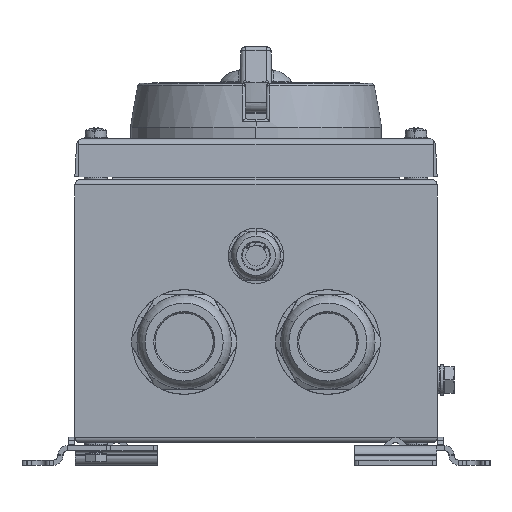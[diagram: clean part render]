
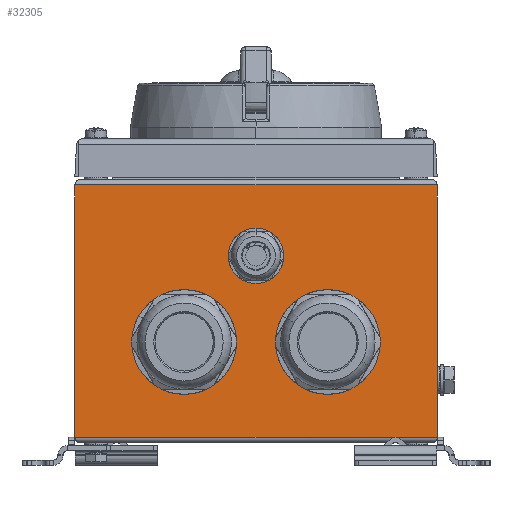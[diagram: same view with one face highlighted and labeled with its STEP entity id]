
A CAD part, front view. The second image highlights one B-rep face of the part: STEP entity #32305.
In plain terms, the highlighted planar face has unit normal (0, -1, 0).
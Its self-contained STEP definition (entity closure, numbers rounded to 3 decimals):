
#300 = VERTEX_POINT ( 'NONE', #29071 ) ;
#566 = VERTEX_POINT ( 'NONE', #26829 ) ;
#699 = ORIENTED_EDGE ( 'NONE', *, *, #12981, .F. ) ;
#943 = ORIENTED_EDGE ( 'NONE', *, *, #20942, .F. ) ;
#1202 = EDGE_CURVE ( 'NONE', #23652, #50022, #48688, .T. ) ;
#1339 = DIRECTION ( 'NONE',  ( 1., 0., 0. ) ) ;
#3534 = CARTESIAN_POINT ( 'NONE',  ( -20.382, -218.304, 52.702 ) ) ;
#6210 = FACE_BOUND ( 'NONE', #49157, .T. ) ;
#6743 = LINE ( 'NONE', #37821, #15997 ) ;
#7885 = DIRECTION ( 'NONE',  ( 0., 0., -1. ) ) ;
#8422 = CARTESIAN_POINT ( 'NONE',  ( 49.618, -218.304, 52.702 ) ) ;
#8567 = ORIENTED_EDGE ( 'NONE', *, *, #49915, .T. ) ;
#8657 = DIRECTION ( 'NONE',  ( 0., 0., -1. ) ) ;
#9838 = AXIS2_PLACEMENT_3D ( 'NONE', #45242, #24205, #8657 ) ;
#10737 = EDGE_CURVE ( 'NONE', #29932, #35485, #13186, .T. ) ;
#10833 = DIRECTION ( 'NONE',  ( 0., 0., -1. ) ) ;
#10974 = VERTEX_POINT ( 'NONE', #43344 ) ;
#11061 = DIRECTION ( 'NONE',  ( 0., 0., -1. ) ) ;
#11505 = CIRCLE ( 'NONE', #19284, 23. ) ;
#12284 = ORIENTED_EDGE ( 'NONE', *, *, #49721, .F. ) ;
#12628 = EDGE_CURVE ( 'NONE', #35485, #29932, #11505, .T. ) ;
#12981 = EDGE_CURVE ( 'NONE', #566, #44530, #39295, .T. ) ;
#13015 = DIRECTION ( 'NONE',  ( 0., 0., -1. ) ) ;
#13186 = CIRCLE ( 'NONE', #49651, 23. ) ;
#13729 = CARTESIAN_POINT ( 'NONE',  ( 69.537, -218.304, 41.202 ) ) ;
#14258 = DIRECTION ( 'NONE',  ( 0., -1., 0. ) ) ;
#15730 = VECTOR ( 'NONE', #13015, 1000. ) ;
#15997 = VECTOR ( 'NONE', #42598, 1000. ) ;
#16236 = CARTESIAN_POINT ( 'NONE',  ( 34.537, -218.304, 71.202 ) ) ;
#17532 = VECTOR ( 'NONE', #1339, 1000. ) ;
#17607 = ORIENTED_EDGE ( 'NONE', *, *, #30198, .T. ) ;
#18129 = FACE_BOUND ( 'NONE', #45900, .T. ) ;
#18130 = CARTESIAN_POINT ( 'NONE',  ( 122.787, -218.304, -5.298 ) ) ;
#18374 = CIRCLE ( 'NONE', #27604, 23. ) ;
#18727 = AXIS2_PLACEMENT_3D ( 'NONE', #36914, #40968, #24531 ) ;
#19284 = AXIS2_PLACEMENT_3D ( 'NONE', #13729, #14258, #47919 ) ;
#20325 = ORIENTED_EDGE ( 'NONE', *, *, #23247, .T. ) ;
#20838 = LINE ( 'NONE', #18130, #17532 ) ;
#20942 = EDGE_CURVE ( 'NONE', #10974, #47337, #30661, .T. ) ;
#21373 = FACE_BOUND ( 'NONE', #39408, .T. ) ;
#21890 = EDGE_LOOP ( 'NONE', ( #8567, #20325, #943, #17607 ) ) ;
#23247 = EDGE_CURVE ( 'NONE', #25716, #47337, #20838, .T. ) ;
#23652 = VERTEX_POINT ( 'NONE', #3534 ) ;
#24121 = CARTESIAN_POINT ( 'NONE',  ( 122.787, -218.304, -5.298 ) ) ;
#24205 = DIRECTION ( 'NONE',  ( 0., 1., 0. ) ) ;
#24531 = DIRECTION ( 'NONE',  ( 0., 0., -1. ) ) ;
#25038 = LINE ( 'NONE', #33690, #15730 ) ;
#25716 = VERTEX_POINT ( 'NONE', #44486 ) ;
#26727 = FACE_OUTER_BOUND ( 'NONE', #21890, .T. ) ;
#26829 = CARTESIAN_POINT ( 'NONE',  ( 34.537, -218.304, 95.202 ) ) ;
#27604 = AXIS2_PLACEMENT_3D ( 'NONE', #44445, #27979, #10833 ) ;
#27979 = DIRECTION ( 'NONE',  ( 0., -1., 0. ) ) ;
#28192 = AXIS2_PLACEMENT_3D ( 'NONE', #45398, #32465, #11061 ) ;
#28940 = CARTESIAN_POINT ( 'NONE',  ( 69.537, -218.304, 41.202 ) ) ;
#29071 = CARTESIAN_POINT ( 'NONE',  ( -53.713, -218.304, 117.702 ) ) ;
#29932 = VERTEX_POINT ( 'NONE', #8422 ) ;
#30198 = EDGE_CURVE ( 'NONE', #10974, #300, #6743, .T. ) ;
#30661 = LINE ( 'NONE', #37293, #40578 ) ;
#32305 = ADVANCED_FACE ( 'NONE', ( #18129, #21373, #26727, #6210 ), #53664, .F. ) ;
#32465 = DIRECTION ( 'NONE',  ( 0., -1., 0. ) ) ;
#32952 = DIRECTION ( 'NONE',  ( 0., 0., -1. ) ) ;
#33690 = CARTESIAN_POINT ( 'NONE',  ( -53.713, -218.304, 120.202 ) ) ;
#35485 = VERTEX_POINT ( 'NONE', #41105 ) ;
#36914 = CARTESIAN_POINT ( 'NONE',  ( -0.463, -218.304, 41.202 ) ) ;
#37293 = CARTESIAN_POINT ( 'NONE',  ( 122.787, -218.304, 120.202 ) ) ;
#37488 = DIRECTION ( 'NONE',  ( 0., 0., -1. ) ) ;
#37821 = CARTESIAN_POINT ( 'NONE',  ( -53.713, -218.304, 117.702 ) ) ;
#39295 = CIRCLE ( 'NONE', #28192, 12. ) ;
#39408 = EDGE_LOOP ( 'NONE', ( #53552, #699 ) ) ;
#40578 = VECTOR ( 'NONE', #7885, 1000. ) ;
#40968 = DIRECTION ( 'NONE',  ( 0., -1., 0. ) ) ;
#41095 = DIRECTION ( 'NONE',  ( 0., -1., 0. ) ) ;
#41105 = CARTESIAN_POINT ( 'NONE',  ( 89.455, -218.304, 29.702 ) ) ;
#41342 = DIRECTION ( 'NONE',  ( 0., -1., 0. ) ) ;
#42598 = DIRECTION ( 'NONE',  ( -1., 0., 0. ) ) ;
#43344 = CARTESIAN_POINT ( 'NONE',  ( 122.787, -218.304, 117.702 ) ) ;
#44445 = CARTESIAN_POINT ( 'NONE',  ( -0.463, -218.304, 41.202 ) ) ;
#44486 = CARTESIAN_POINT ( 'NONE',  ( -53.713, -218.304, -5.298 ) ) ;
#44530 = VERTEX_POINT ( 'NONE', #16236 ) ;
#45159 = CARTESIAN_POINT ( 'NONE',  ( 34.537, -218.304, 83.202 ) ) ;
#45242 = CARTESIAN_POINT ( 'NONE',  ( 122.787, -218.304, 120.202 ) ) ;
#45345 = ORIENTED_EDGE ( 'NONE', *, *, #1202, .F. ) ;
#45398 = CARTESIAN_POINT ( 'NONE',  ( 34.537, -218.304, 83.202 ) ) ;
#45521 = CIRCLE ( 'NONE', #49642, 12. ) ;
#45900 = EDGE_LOOP ( 'NONE', ( #12284, #45345 ) ) ;
#47337 = VERTEX_POINT ( 'NONE', #24121 ) ;
#47768 = ORIENTED_EDGE ( 'NONE', *, *, #12628, .F. ) ;
#47919 = DIRECTION ( 'NONE',  ( 0., 0., -1. ) ) ;
#48688 = CIRCLE ( 'NONE', #18727, 23. ) ;
#49157 = EDGE_LOOP ( 'NONE', ( #47768, #52507 ) ) ;
#49642 = AXIS2_PLACEMENT_3D ( 'NONE', #45159, #41095, #32952 ) ;
#49651 = AXIS2_PLACEMENT_3D ( 'NONE', #28940, #41342, #37488 ) ;
#49721 = EDGE_CURVE ( 'NONE', #50022, #23652, #18374, .T. ) ;
#49915 = EDGE_CURVE ( 'NONE', #300, #25716, #25038, .T. ) ;
#50022 = VERTEX_POINT ( 'NONE', #50359 ) ;
#50359 = CARTESIAN_POINT ( 'NONE',  ( 19.455, -218.304, 29.702 ) ) ;
#51115 = EDGE_CURVE ( 'NONE', #44530, #566, #45521, .T. ) ;
#52507 = ORIENTED_EDGE ( 'NONE', *, *, #10737, .F. ) ;
#53552 = ORIENTED_EDGE ( 'NONE', *, *, #51115, .F. ) ;
#53664 = PLANE ( 'NONE',  #9838 ) ;
